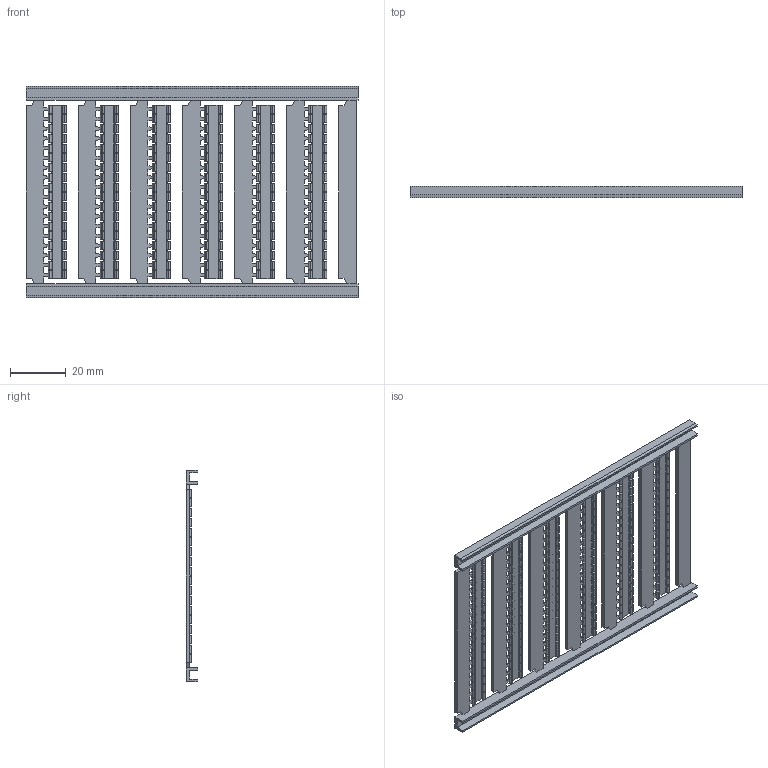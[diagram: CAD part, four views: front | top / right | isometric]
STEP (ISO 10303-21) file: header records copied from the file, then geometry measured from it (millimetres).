
FILE_DESCRIPTION((''),'2;1');
FILE_NAME('8YB867178','2022-08-22T',('Administrator'),(''),'PRO/ENGINEER BY PARAMETRIC TECHNOLOGY CORPORATION, 2013230','PRO/ENGINEER BY PARAMETRIC TECHNOLOGY CORPORATION, 2013230','');
FILE_SCHEMA(('CONFIG_CONTROL_DESIGN'));
Products named in the file (1): 8YB867178
Bounding box: 119.2 x 4 x 76 mm (x, y, z)
Volume: 8166.9 mm3; surface area: 19482.3 mm2
Topology: 1 solids, 1 shells, 3700 faces, 10296 edges, 6388 vertices
Faces by surface type: plane 2836, cylinder 864
Entity records: 116232 total; most frequent: CARTESIAN_POINT 21246, ORIENTED_EDGE 20592, DIRECTION 18992, EDGE_CURVE 10296, VECTOR 8136, LINE 8136, VERTEX_POINT 6388, AXIS2_PLACEMENT_3D 5428
